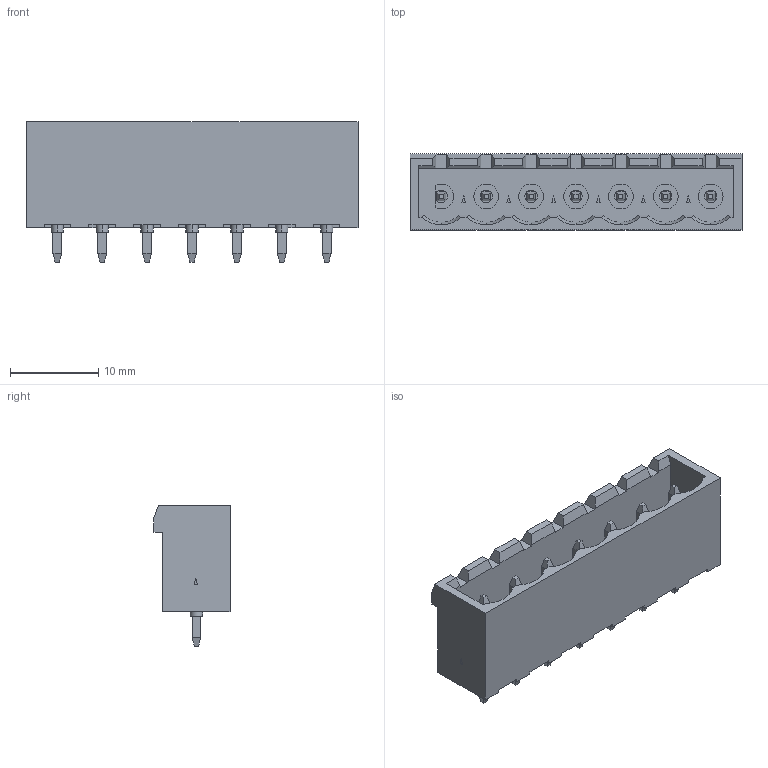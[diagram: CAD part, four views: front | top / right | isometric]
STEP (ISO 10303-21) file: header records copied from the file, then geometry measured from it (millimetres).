
FILE_DESCRIPTION(('FreeCAD Model'),'2;1');
FILE_NAME('mstbva_2.5-7-g-5.08.step', '2017-02-28T10:21:27',('kicad StepUp'),('ksu MCAD'), 'Open CASCADE STEP processor 6.8','FreeCAD','Unknown');
FILE_SCHEMA(('AUTOMOTIVE_DESIGN_CC2 { 1 2 10303 214 -1 1 5 4 }'));
Length unit declared in the file: millimetre
Products named in the file (1): mstbva_2.5-7-g-5.08
Bounding box: 37.56 x 8.6 x 15.9 mm (x, y, z)
Volume: 1907.3 mm3; surface area: 2756.4 mm2
Topology: 1 solids, 1 shells, 486 faces, 1179 edges, 739 vertices
Faces by surface type: plane 379, cylinder 65, sphere 28, cone 14
Entity records: 43355 total; most frequent: CARTESIAN_POINT 16596, DIRECTION 4220, LINE 2496, VECTOR 2496, ORIENTED_EDGE 2358, PCURVE 2358, DEFINITIONAL_REPRESENTATION 2358, EDGE_CURVE 1179
